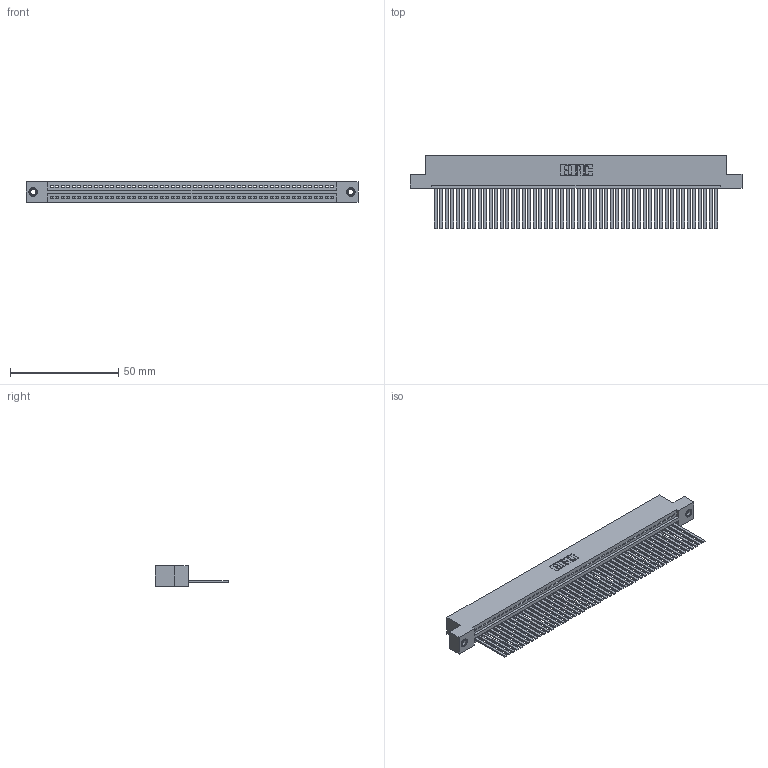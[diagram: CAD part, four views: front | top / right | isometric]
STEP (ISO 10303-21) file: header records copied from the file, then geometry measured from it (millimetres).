
FILE_DESCRIPTION (( 'STEP AP203' ), '1' );
FILE_NAME ('345-052-544-107.STEP', '2018-09-22T23:12:00', ( '' ), ( '' ), 'SwSTEP 2.0', 'SolidWorks 2016', '' );
FILE_SCHEMA (( 'CONFIG_CONTROL_DESIGN' ));
Length unit declared in the file: inch
Products named in the file (4): 345 Part_Flush Mounting Lugs - 0.156 Dia-TI; 345-292-001_345-293-144; 345-250-001_345-250-005-103; 345-052-544-107
Assembly tree (55 placements, depth 2):
  345-052-544-107
    345 Part_Flush Mounting Lugs - 0.156 Dia-TI
    345-292-001_345-293-144  x52
    345-250-001_345-250-005-103  x2
Bounding box: 153.29 x 33.96 x 9.4 mm (x, y, z)
Volume: 15230.2 mm3; surface area: 22215.9 mm2
Topology: 55 solids, 55 shells, 2890 faces, 8693 edges, 5718 vertices
Faces by surface type: plane 1984, cylinder 890, cone 12, torus 4
Entity records: 38792 total; most frequent: CARTESIAN_POINT 6699, ORIENTED_EDGE 6678, DIRECTION 5861, EDGE_CURVE 3339, VECTOR 2983, LINE 2983, VERTEX_POINT 2220, AXIS2_PLACEMENT_3D 1439
